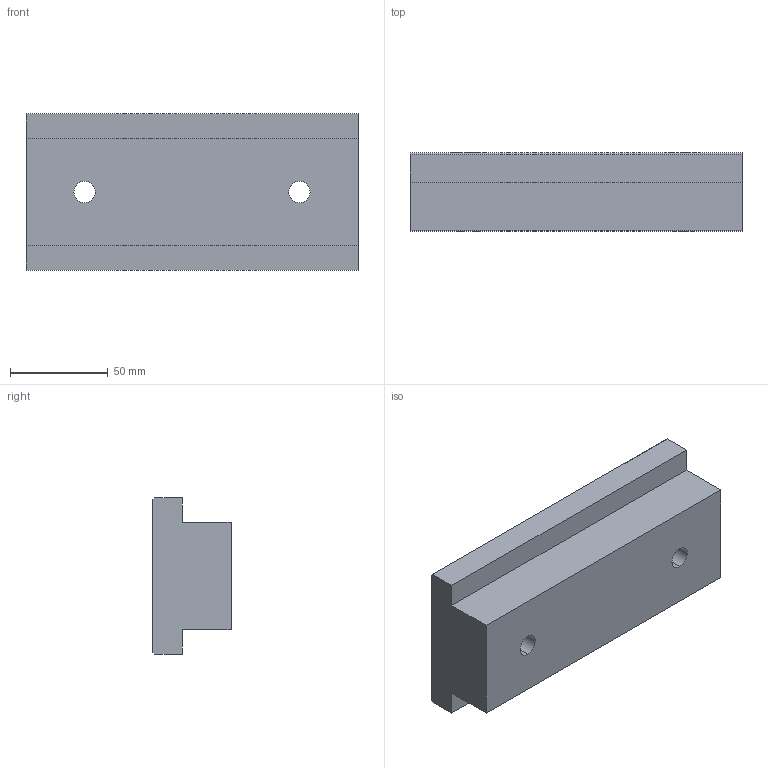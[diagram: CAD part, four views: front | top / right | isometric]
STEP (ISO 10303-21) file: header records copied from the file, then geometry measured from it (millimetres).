
FILE_DESCRIPTION (( 'STEP AP203' ), '1' );
FILE_NAME ('賑輸SF80Q-02-02-04.STEP', '2021-11-11T05:15:02', ( '' ), ( '' ), 'SwSTEP 2.0', 'SolidWorks 2018', '' );
FILE_SCHEMA (( 'CONFIG_CONTROL_DESIGN' ));
Length unit declared in the file: millimetre
Products named in the file (1): 賑輸SF80Q-02-02-04
Bounding box: 170 x 40 x 80 mm (x, y, z)
Volume: 425194.3 mm3; surface area: 48793 mm2
Topology: 1 solids, 1 shells, 22 faces, 54 edges, 36 vertices
Faces by surface type: plane 14, cylinder 8
Entity records: 739 total; most frequent: DIRECTION 116, CARTESIAN_POINT 113, ORIENTED_EDGE 108, EDGE_CURVE 54, AXIS2_PLACEMENT_3D 39, LINE 38, VECTOR 38, VERTEX_POINT 36
